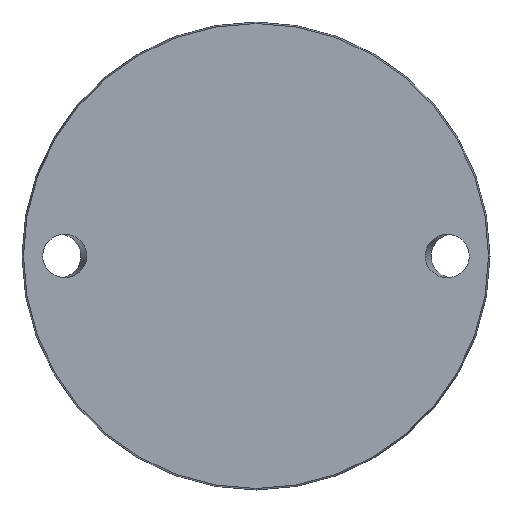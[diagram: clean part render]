
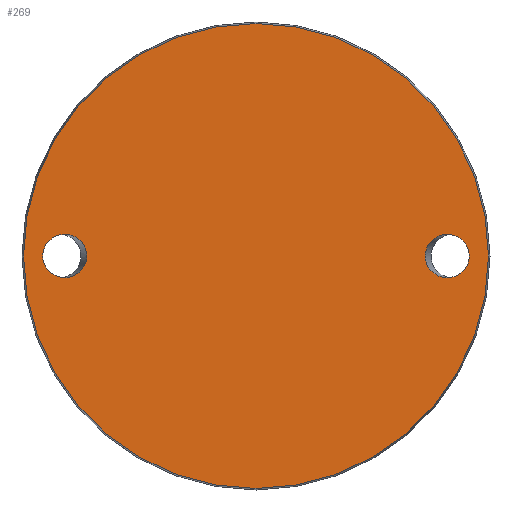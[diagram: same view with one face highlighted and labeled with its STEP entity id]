
A CAD part, front view. The second image highlights one B-rep face of the part: STEP entity #269.
In plain terms, the highlighted planar face has unit normal (0, -1, 0).
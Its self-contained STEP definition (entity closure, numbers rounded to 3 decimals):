
#27 = AXIS2_PLACEMENT_3D ( 'NONE', #330, #577, #593 ) ;
#50 = FACE_OUTER_BOUND ( 'NONE', #203, .T. ) ;
#81 =( BOUNDED_CURVE ( )  B_SPLINE_CURVE ( 3, ( #988, #758, #694, #453, #689, #365, #211 ),
 .UNSPECIFIED., .T., .T. ) 
 B_SPLINE_CURVE_WITH_KNOTS ( ( 4, 3, 4 ),
 ( 0., 3.142, 6.283 ),
 .UNSPECIFIED. ) 
 CURVE ( )  GEOMETRIC_REPRESENTATION_ITEM ( )  RATIONAL_B_SPLINE_CURVE ( ( 1., 0.333, 0.333, 1., 0.333, 0.333, 1. ) ) 
 REPRESENTATION_ITEM ( '' )  );
#124 = ORIENTED_EDGE ( 'NONE', *, *, #213, .T. ) ;
#135 = CARTESIAN_POINT ( 'NONE',  ( -81.115, 0., -16.5 ) ) ;
#148 = CARTESIAN_POINT ( 'NONE',  ( 64.385, 0., 0. ) ) ;
#195 = DIRECTION ( 'NONE',  ( 0., 1., 0. ) ) ;
#202 = FACE_BOUND ( 'NONE', #238, .T. ) ;
#203 = EDGE_LOOP ( 'NONE', ( #124 ) ) ;
#208 = CARTESIAN_POINT ( 'NONE',  ( -64.385, 0., 0. ) ) ;
#211 = CARTESIAN_POINT ( 'NONE',  ( 64.385, 0., 0. ) ) ;
#213 = EDGE_CURVE ( 'NONE', #778, #778, #521, .T. ) ;
#238 = EDGE_LOOP ( 'NONE', ( #566 ) ) ;
#269 = ADVANCED_FACE ( 'NONE', ( #202, #979, #50 ), #285, .F. ) ;
#285 = PLANE ( 'NONE',  #755 ) ;
#296 = CARTESIAN_POINT ( 'NONE',  ( -81.115, 0., 0. ) ) ;
#330 = CARTESIAN_POINT ( 'NONE',  ( 0., 0., 0. ) ) ;
#355 = CARTESIAN_POINT ( 'NONE',  ( -81.115, 0., 0. ) ) ;
#365 = CARTESIAN_POINT ( 'NONE',  ( 64.385, 0., 16.5 ) ) ;
#395 = CARTESIAN_POINT ( 'NONE',  ( 0., 0., -88.425 ) ) ;
#412 = EDGE_CURVE ( 'NONE', #751, #751, #977, .T. ) ;
#422 = CARTESIAN_POINT ( 'NONE',  ( -64.385, 0., -16.5 ) ) ;
#453 = CARTESIAN_POINT ( 'NONE',  ( 81.115, 0., 0. ) ) ;
#471 = EDGE_LOOP ( 'NONE', ( #849 ) ) ;
#498 = CARTESIAN_POINT ( 'NONE',  ( -81.115, 0., 0. ) ) ;
#514 = CARTESIAN_POINT ( 'NONE',  ( -88.425, 0., 0. ) ) ;
#521 = CIRCLE ( 'NONE', #27, 88.425 ) ;
#566 = ORIENTED_EDGE ( 'NONE', *, *, #412, .T. ) ;
#577 = DIRECTION ( 'NONE',  ( 0., -1., 0. ) ) ;
#593 = DIRECTION ( 'NONE',  ( 0., 0., -1. ) ) ;
#665 = VERTEX_POINT ( 'NONE', #148 ) ;
#689 = CARTESIAN_POINT ( 'NONE',  ( 81.115, 0., 16.5 ) ) ;
#694 = CARTESIAN_POINT ( 'NONE',  ( 81.115, 0., -16.5 ) ) ;
#751 = VERTEX_POINT ( 'NONE', #296 ) ;
#755 = AXIS2_PLACEMENT_3D ( 'NONE', #514, #195, #821 ) ;
#758 = CARTESIAN_POINT ( 'NONE',  ( 64.385, 0., -16.5 ) ) ;
#760 = EDGE_CURVE ( 'NONE', #665, #665, #81, .T. ) ;
#778 = VERTEX_POINT ( 'NONE', #395 ) ;
#815 = CARTESIAN_POINT ( 'NONE',  ( -64.385, 0., 16.5 ) ) ;
#821 = DIRECTION ( 'NONE',  ( 0., 0., 1. ) ) ;
#849 = ORIENTED_EDGE ( 'NONE', *, *, #760, .F. ) ;
#963 = CARTESIAN_POINT ( 'NONE',  ( -81.115, 0., 16.5 ) ) ;
#977 =( BOUNDED_CURVE ( )  B_SPLINE_CURVE ( 3, ( #355, #963, #815, #208, #422, #135, #498 ),
 .UNSPECIFIED., .T., .T. ) 
 B_SPLINE_CURVE_WITH_KNOTS ( ( 4, 3, 4 ),
 ( 0., 3.142, 6.283 ),
 .UNSPECIFIED. ) 
 CURVE ( )  GEOMETRIC_REPRESENTATION_ITEM ( )  RATIONAL_B_SPLINE_CURVE ( ( 1., 0.333, 0.333, 1., 0.333, 0.333, 1. ) ) 
 REPRESENTATION_ITEM ( '' )  );
#979 = FACE_BOUND ( 'NONE', #471, .T. ) ;
#988 = CARTESIAN_POINT ( 'NONE',  ( 64.385, 0., 0. ) ) ;
